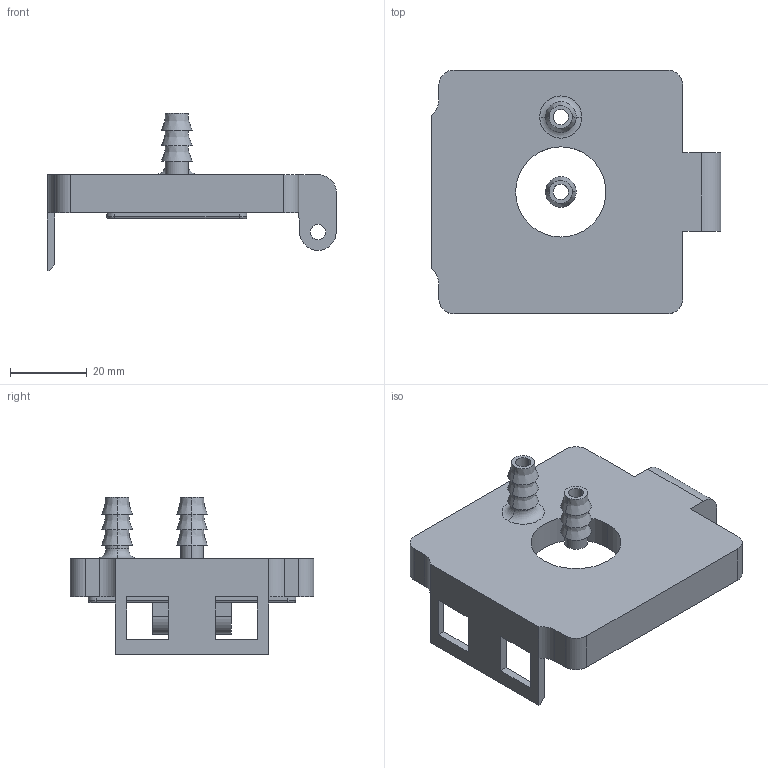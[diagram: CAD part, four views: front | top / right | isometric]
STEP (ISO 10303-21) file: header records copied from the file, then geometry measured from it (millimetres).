
FILE_DESCRIPTION (( 'STEP AP214' ), '1' );
FILE_NAME ('filter_connector_2_barbed.STEP', '2020-03-26T02:29:58', ( '' ), ( '' ), 'SwSTEP 2.0', 'SolidWorks 2016', '' );
FILE_SCHEMA (( 'AUTOMOTIVE_DESIGN' ));
Length unit declared in the file: millimetre
Products named in the file (1): filter_connector_2_barbed
Bounding box: 75.42 x 63.5 x 40.9 mm (x, y, z)
Volume: 38555.9 mm3; surface area: 14721.7 mm2
Topology: 2 solids, 2 shells, 96 faces, 239 edges, 154 vertices
Faces by surface type: plane 43, cylinder 33, bspline 12, torus 8
Entity records: 3328 total; most frequent: CARTESIAN_POINT 946, DIRECTION 499, ORIENTED_EDGE 478, EDGE_CURVE 239, AXIS2_PLACEMENT_3D 187, VERTEX_POINT 154, VECTOR 125, LINE 125
